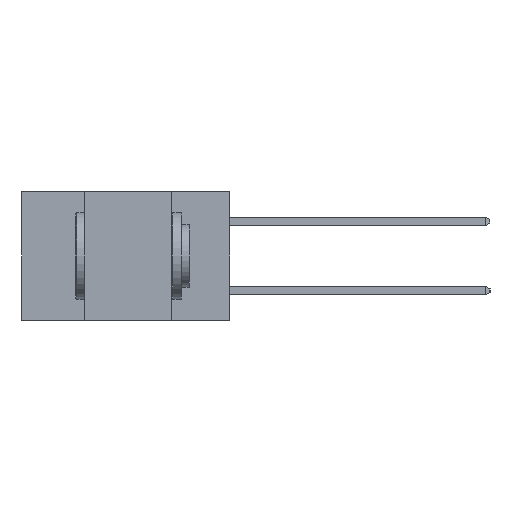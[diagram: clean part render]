
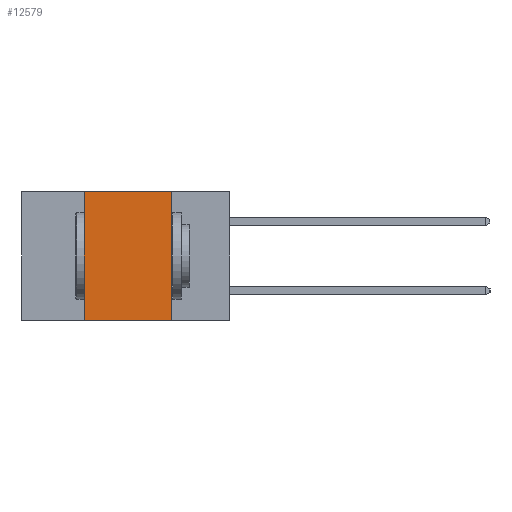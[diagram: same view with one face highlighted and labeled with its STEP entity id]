
A CAD part, left-side view. The second image highlights one B-rep face of the part: STEP entity #12579.
In plain terms, the highlighted planar face has unit normal (-1, 0, 0).
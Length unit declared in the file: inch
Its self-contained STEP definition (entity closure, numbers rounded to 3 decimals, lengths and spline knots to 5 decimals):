
#1618 = CARTESIAN_POINT ( 'NONE',  ( 0., 0.17, 0. ) ) ;
#1978 = LINE ( 'NONE', #4838, #17997 ) ;
#2013 = DIRECTION ( 'NONE',  ( 0., 0., -1. ) ) ;
#3067 = CARTESIAN_POINT ( 'NONE',  ( 0., 0.6, -0.37 ) ) ;
#4838 = CARTESIAN_POINT ( 'NONE',  ( 0., 0.6, 0. ) ) ;
#5178 = DIRECTION ( 'NONE',  ( 0., -1., 0. ) ) ;
#6018 = LINE ( 'NONE', #26727, #21845 ) ;
#6119 = ORIENTED_EDGE ( 'NONE', *, *, #16774, .F. ) ;
#7861 = VERTEX_POINT ( 'NONE', #24839 ) ;
#8071 = EDGE_CURVE ( 'NONE', #24867, #21761, #1978, .T. ) ;
#8780 = CARTESIAN_POINT ( 'NONE',  ( 0., 0.6, 0. ) ) ;
#8917 = LINE ( 'NONE', #3067, #19911 ) ;
#9042 = ORIENTED_EDGE ( 'NONE', *, *, #25595, .T. ) ;
#10835 = DIRECTION ( 'NONE',  ( 0., 0., -1. ) ) ;
#12469 = CARTESIAN_POINT ( 'NONE',  ( 0., 0.42, -0.37 ) ) ;
#12579 = ADVANCED_FACE ( 'NONE', ( #25029 ), #21153, .F. ) ;
#12959 = AXIS2_PLACEMENT_3D ( 'NONE', #8780, #23193, #10835 ) ;
#13075 = EDGE_LOOP ( 'NONE', ( #6119, #21312, #25403, #9042 ) ) ;
#13256 = VECTOR ( 'NONE', #16682, 39.37008 ) ;
#16682 = DIRECTION ( 'NONE',  ( 0., 0., 1. ) ) ;
#16774 = EDGE_CURVE ( 'NONE', #21761, #7861, #6018, .T. ) ;
#17997 = VECTOR ( 'NONE', #23422, 39.37008 ) ;
#19438 = LINE ( 'NONE', #12469, #13256 ) ;
#19911 = VECTOR ( 'NONE', #5178, 39.37008 ) ;
#20186 = CARTESIAN_POINT ( 'NONE',  ( 0., 0.42, 0. ) ) ;
#21153 = PLANE ( 'NONE',  #12959 ) ;
#21312 = ORIENTED_EDGE ( 'NONE', *, *, #8071, .F. ) ;
#21761 = VERTEX_POINT ( 'NONE', #1618 ) ;
#21845 = VECTOR ( 'NONE', #2013, 39.37008 ) ;
#23125 = EDGE_CURVE ( 'NONE', #25771, #24867, #19438, .T. ) ;
#23193 = DIRECTION ( 'NONE',  ( 1., 0., 0. ) ) ;
#23422 = DIRECTION ( 'NONE',  ( 0., -1., 0. ) ) ;
#24271 = CARTESIAN_POINT ( 'NONE',  ( 0., 0.42, -0.37 ) ) ;
#24839 = CARTESIAN_POINT ( 'NONE',  ( 0., 0.17, -0.37 ) ) ;
#24867 = VERTEX_POINT ( 'NONE', #20186 ) ;
#25029 = FACE_OUTER_BOUND ( 'NONE', #13075, .T. ) ;
#25403 = ORIENTED_EDGE ( 'NONE', *, *, #23125, .F. ) ;
#25595 = EDGE_CURVE ( 'NONE', #25771, #7861, #8917, .T. ) ;
#25771 = VERTEX_POINT ( 'NONE', #24271 ) ;
#26727 = CARTESIAN_POINT ( 'NONE',  ( 0., 0.17, -0.37 ) ) ;
